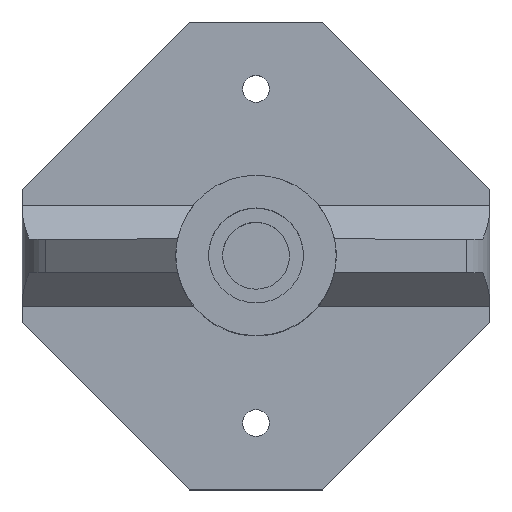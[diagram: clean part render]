
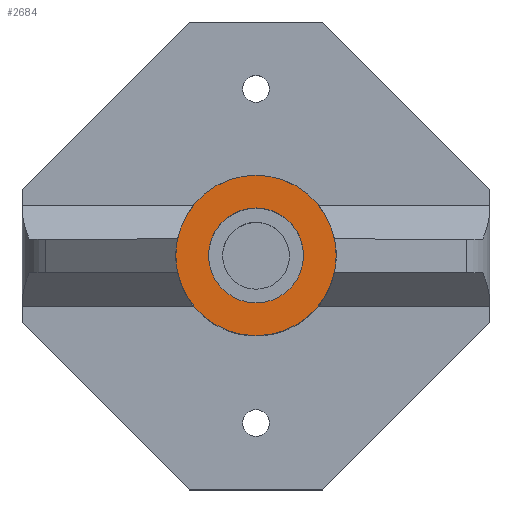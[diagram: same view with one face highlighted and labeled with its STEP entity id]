
A CAD part, top view. The second image highlights one B-rep face of the part: STEP entity #2684.
In plain terms, the highlighted planar face has unit normal (0, 0, 1).
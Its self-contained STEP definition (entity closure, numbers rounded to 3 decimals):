
#72 = CYLINDRICAL_SURFACE('',#73,12.);
#73 = AXIS2_PLACEMENT_3D('',#74,#75,#76);
#74 = CARTESIAN_POINT('',(600.,0.,25.));
#75 = DIRECTION('',(-0.,-0.,-1.));
#76 = DIRECTION('',(1.,0.,0.));
#1304 = VERTEX_POINT('',#1305);
#1305 = CARTESIAN_POINT('',(612.,0.,75.));
#1326 = EDGE_CURVE('',#1304,#1304,#1327,.T.);
#1327 = SURFACE_CURVE('',#1328,(#1333,#1340),.PCURVE_S1.);
#1328 = CIRCLE('',#1329,12.);
#1329 = AXIS2_PLACEMENT_3D('',#1330,#1331,#1332);
#1330 = CARTESIAN_POINT('',(600.,0.,75.));
#1331 = DIRECTION('',(0.,0.,1.));
#1332 = DIRECTION('',(1.,0.,0.));
#1333 = PCURVE('',#72,#1334);
#1334 = DEFINITIONAL_REPRESENTATION('',(#1335),#1339);
#1335 = LINE('',#1336,#1337);
#1336 = CARTESIAN_POINT('',(-0.,-50.));
#1337 = VECTOR('',#1338,1.);
#1338 = DIRECTION('',(-1.,0.));
#1339 = ( GEOMETRIC_REPRESENTATION_CONTEXT(2) 
PARAMETRIC_REPRESENTATION_CONTEXT() REPRESENTATION_CONTEXT('2D SPACE',''
  ) );
#1340 = PCURVE('',#1341,#1346);
#1341 = PLANE('',#1342);
#1342 = AXIS2_PLACEMENT_3D('',#1343,#1344,#1345);
#1343 = CARTESIAN_POINT('',(600.,0.,75.));
#1344 = DIRECTION('',(0.,0.,1.));
#1345 = DIRECTION('',(1.,0.,0.));
#1346 = DEFINITIONAL_REPRESENTATION('',(#1347),#1351);
#1347 = CIRCLE('',#1348,12.);
#1348 = AXIS2_PLACEMENT_2D('',#1349,#1350);
#1349 = CARTESIAN_POINT('',(0.,0.));
#1350 = DIRECTION('',(1.,0.));
#1351 = ( GEOMETRIC_REPRESENTATION_CONTEXT(2) 
PARAMETRIC_REPRESENTATION_CONTEXT() REPRESENTATION_CONTEXT('2D SPACE',''
  ) );
#2684 = ADVANCED_FACE('',(#2685,#2688),#1341,.T.);
#2685 = FACE_BOUND('',#2686,.T.);
#2686 = EDGE_LOOP('',(#2687));
#2687 = ORIENTED_EDGE('',*,*,#1326,.T.);
#2688 = FACE_BOUND('',#2689,.T.);
#2689 = EDGE_LOOP('',(#2690));
#2690 = ORIENTED_EDGE('',*,*,#2691,.F.);
#2691 = EDGE_CURVE('',#2692,#2692,#2694,.T.);
#2692 = VERTEX_POINT('',#2693);
#2693 = CARTESIAN_POINT('',(607.1,0.,75.));
#2694 = SURFACE_CURVE('',#2695,(#2700,#2707),.PCURVE_S1.);
#2695 = CIRCLE('',#2696,7.1);
#2696 = AXIS2_PLACEMENT_3D('',#2697,#2698,#2699);
#2697 = CARTESIAN_POINT('',(600.,0.,75.));
#2698 = DIRECTION('',(0.,0.,1.));
#2699 = DIRECTION('',(1.,0.,0.));
#2700 = PCURVE('',#1341,#2701);
#2701 = DEFINITIONAL_REPRESENTATION('',(#2702),#2706);
#2702 = CIRCLE('',#2703,7.1);
#2703 = AXIS2_PLACEMENT_2D('',#2704,#2705);
#2704 = CARTESIAN_POINT('',(0.,0.));
#2705 = DIRECTION('',(1.,0.));
#2706 = ( GEOMETRIC_REPRESENTATION_CONTEXT(2) 
PARAMETRIC_REPRESENTATION_CONTEXT() REPRESENTATION_CONTEXT('2D SPACE',''
  ) );
#2707 = PCURVE('',#2708,#2713);
#2708 = CYLINDRICAL_SURFACE('',#2709,7.1);
#2709 = AXIS2_PLACEMENT_3D('',#2710,#2711,#2712);
#2710 = CARTESIAN_POINT('',(600.,0.,75.));
#2711 = DIRECTION('',(0.,0.,1.));
#2712 = DIRECTION('',(1.,0.,0.));
#2713 = DEFINITIONAL_REPRESENTATION('',(#2714),#2718);
#2714 = LINE('',#2715,#2716);
#2715 = CARTESIAN_POINT('',(0.,0.));
#2716 = VECTOR('',#2717,1.);
#2717 = DIRECTION('',(1.,0.));
#2718 = ( GEOMETRIC_REPRESENTATION_CONTEXT(2) 
PARAMETRIC_REPRESENTATION_CONTEXT() REPRESENTATION_CONTEXT('2D SPACE',''
  ) );
